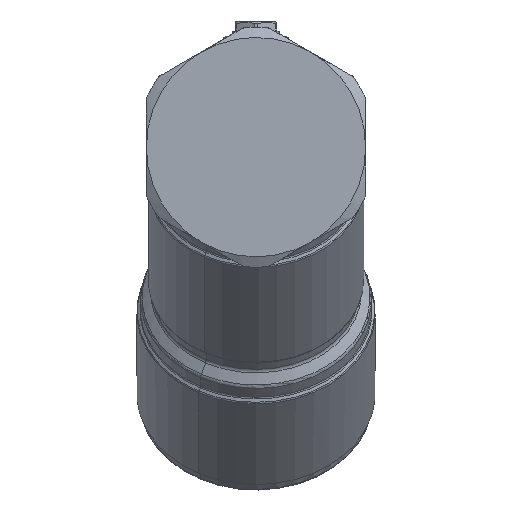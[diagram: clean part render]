
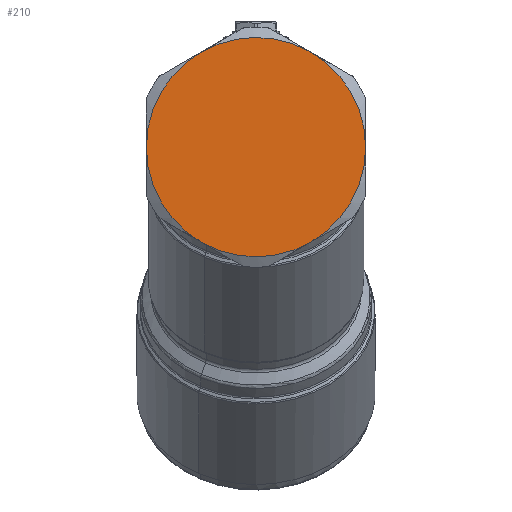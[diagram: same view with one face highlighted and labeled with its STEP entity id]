
A CAD part, front view. The second image highlights one B-rep face of the part: STEP entity #210.
In plain terms, the highlighted planar face has unit normal (0, -1, 0).
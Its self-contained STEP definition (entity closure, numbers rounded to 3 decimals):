
#139=CARTESIAN_POINT('Axis2P3D Location',(0.,-49.,0.)) ;
#144=CARTESIAN_POINT('Axis2P3D Location',(0.,-49.,0.)) ;
#148=CARTESIAN_POINT('Vertex',(20.376,-49.,37.297)) ;
#150=CARTESIAN_POINT('Vertex',(21.25,-49.,36.806)) ;
#153=CARTESIAN_POINT('Axis2P3D Location',(0.,-49.,0.)) ;
#157=CARTESIAN_POINT('Vertex',(-21.25,-49.,36.806)) ;
#160=CARTESIAN_POINT('Axis2P3D Location',(0.,-49.,0.)) ;
#164=CARTESIAN_POINT('Vertex',(-42.5,-49.,0.)) ;
#167=CARTESIAN_POINT('Axis2P3D Location',(0.,-49.,0.)) ;
#171=CARTESIAN_POINT('Vertex',(-21.25,-49.,-36.806)) ;
#174=CARTESIAN_POINT('Axis2P3D Location',(0.,-49.,0.)) ;
#178=CARTESIAN_POINT('Vertex',(-20.376,-49.,-37.297)) ;
#181=CARTESIAN_POINT('Axis2P3D Location',(0.,-49.,0.)) ;
#185=CARTESIAN_POINT('Vertex',(21.25,-49.,-36.806)) ;
#188=CARTESIAN_POINT('Axis2P3D Location',(0.,-49.,0.)) ;
#192=CARTESIAN_POINT('Vertex',(42.5,-49.,0.)) ;
#195=CARTESIAN_POINT('Axis2P3D Location',(0.,-49.,0.)) ;
#140=DIRECTION('Axis2P3D Direction',(-0.,1.,0.)) ;
#141=DIRECTION('Axis2P3D XDirection',(1.,0.,0.)) ;
#145=DIRECTION('Axis2P3D Direction',(-0.,1.,0.)) ;
#154=DIRECTION('Axis2P3D Direction',(-0.,1.,0.)) ;
#161=DIRECTION('Axis2P3D Direction',(-0.,1.,0.)) ;
#168=DIRECTION('Axis2P3D Direction',(-0.,1.,0.)) ;
#175=DIRECTION('Axis2P3D Direction',(-0.,1.,0.)) ;
#182=DIRECTION('Axis2P3D Direction',(-0.,1.,0.)) ;
#189=DIRECTION('Axis2P3D Direction',(-0.,1.,0.)) ;
#196=DIRECTION('Axis2P3D Direction',(-0.,1.,0.)) ;
#142=AXIS2_PLACEMENT_3D('Plane Axis2P3D',#139,#140,#141) ;
#146=AXIS2_PLACEMENT_3D('Circle Axis2P3D',#144,#145,$) ;
#155=AXIS2_PLACEMENT_3D('Circle Axis2P3D',#153,#154,$) ;
#162=AXIS2_PLACEMENT_3D('Circle Axis2P3D',#160,#161,$) ;
#169=AXIS2_PLACEMENT_3D('Circle Axis2P3D',#167,#168,$) ;
#176=AXIS2_PLACEMENT_3D('Circle Axis2P3D',#174,#175,$) ;
#183=AXIS2_PLACEMENT_3D('Circle Axis2P3D',#181,#182,$) ;
#190=AXIS2_PLACEMENT_3D('Circle Axis2P3D',#188,#189,$) ;
#197=AXIS2_PLACEMENT_3D('Circle Axis2P3D',#195,#196,$) ;
#201=ORIENTED_EDGE('',*,*,#152,.F.) ;
#202=ORIENTED_EDGE('',*,*,#159,.F.) ;
#203=ORIENTED_EDGE('',*,*,#166,.F.) ;
#204=ORIENTED_EDGE('',*,*,#173,.F.) ;
#205=ORIENTED_EDGE('',*,*,#180,.F.) ;
#206=ORIENTED_EDGE('',*,*,#187,.F.) ;
#207=ORIENTED_EDGE('',*,*,#194,.F.) ;
#208=ORIENTED_EDGE('',*,*,#199,.F.) ;
#210=ADVANCED_FACE('PartBody',(#209),#143,.F.) ;
#147=CIRCLE('generated circle',#146,42.5) ;
#156=CIRCLE('generated circle',#155,42.5) ;
#163=CIRCLE('generated circle',#162,42.5) ;
#170=CIRCLE('generated circle',#169,42.5) ;
#177=CIRCLE('generated circle',#176,42.5) ;
#184=CIRCLE('generated circle',#183,42.5) ;
#191=CIRCLE('generated circle',#190,42.5) ;
#198=CIRCLE('generated circle',#197,42.5) ;
#152=EDGE_CURVE('',#149,#151,#147,.T.) ;
#159=EDGE_CURVE('',#158,#149,#156,.T.) ;
#166=EDGE_CURVE('',#165,#158,#163,.T.) ;
#173=EDGE_CURVE('',#172,#165,#170,.T.) ;
#180=EDGE_CURVE('',#179,#172,#177,.T.) ;
#187=EDGE_CURVE('',#186,#179,#184,.T.) ;
#194=EDGE_CURVE('',#193,#186,#191,.T.) ;
#199=EDGE_CURVE('',#151,#193,#198,.T.) ;
#200=EDGE_LOOP('',(#201,#202,#203,#204,#205,#206,#207,#208)) ;
#209=FACE_OUTER_BOUND('',#200,.T.) ;
#143=PLANE('',#142) ;
#149=VERTEX_POINT('',#148) ;
#151=VERTEX_POINT('',#150) ;
#158=VERTEX_POINT('',#157) ;
#165=VERTEX_POINT('',#164) ;
#172=VERTEX_POINT('',#171) ;
#179=VERTEX_POINT('',#178) ;
#186=VERTEX_POINT('',#185) ;
#193=VERTEX_POINT('',#192) ;
